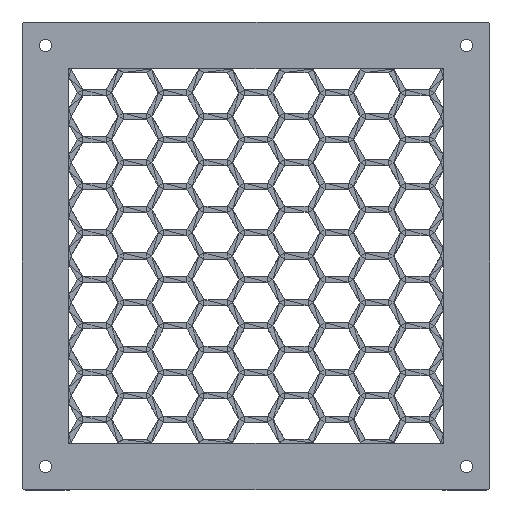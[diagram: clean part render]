
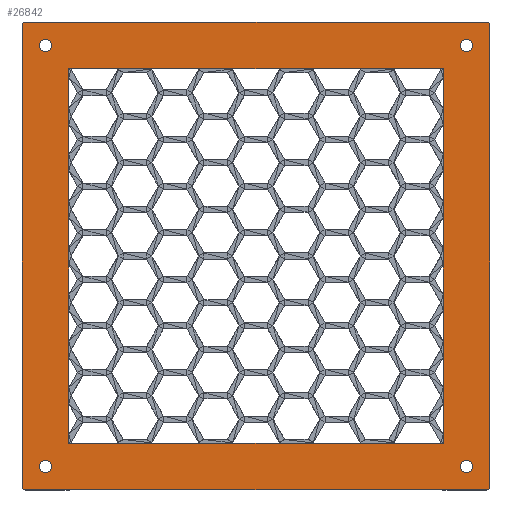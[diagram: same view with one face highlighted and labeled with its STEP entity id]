
A CAD part, top view. The second image highlights one B-rep face of the part: STEP entity #26842.
In plain terms, the highlighted planar face has unit normal (0, 0, 1).
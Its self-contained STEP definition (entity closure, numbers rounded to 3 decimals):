
#43=CIRCLE('',#28741,1.5);
#44=CIRCLE('',#28743,1.5);
#45=CIRCLE('',#28745,1.5);
#46=CIRCLE('',#28747,1.5);
#55=CIRCLE('',#28769,2.6);
#56=CIRCLE('',#28771,2.6);
#57=CIRCLE('',#28773,2.6);
#58=CIRCLE('',#28775,2.6);
#2631=LINE('',#47653,#5227);
#2654=LINE('',#48206,#5250);
#2660=LINE('',#48498,#5256);
#2665=LINE('',#49106,#5261);
#2672=LINE('',#49500,#5268);
#2674=LINE('',#49504,#5270);
#2676=LINE('',#49508,#5272);
#2678=LINE('',#49511,#5274);
#5227=VECTOR('',#35044,10.);
#5250=VECTOR('',#35091,10.);
#5256=VECTOR('',#35103,10.);
#5261=VECTOR('',#35118,10.);
#5268=VECTOR('',#35179,10.);
#5270=VECTOR('',#35183,10.);
#5272=VECTOR('',#35187,10.);
#5274=VECTOR('',#35191,10.);
#7132=PLANE('',#28776);
#7186=FACE_BOUND('',#11046,.T.);
#7187=FACE_BOUND('',#11047,.T.);
#7188=FACE_BOUND('',#11048,.T.);
#7189=FACE_BOUND('',#11049,.T.);
#7190=FACE_BOUND('',#11050,.T.);
#9092=FACE_OUTER_BOUND('',#11045,.T.);
#11045=EDGE_LOOP('',(#24901,#24902,#24903,#24904,#24905,#24906,#24907,#24908));
#11046=EDGE_LOOP('',(#24909));
#11047=EDGE_LOOP('',(#24910));
#11048=EDGE_LOOP('',(#24911));
#11049=EDGE_LOOP('',(#24912));
#11050=EDGE_LOOP('',(#24913,#24914,#24915,#24916));
#13757=VERTEX_POINT('',#47650);
#13758=VERTEX_POINT('',#47652);
#13794=VERTEX_POINT('',#48203);
#13795=VERTEX_POINT('',#48205);
#13800=VERTEX_POINT('',#48495);
#13801=VERTEX_POINT('',#48497);
#13805=VERTEX_POINT('',#49103);
#13806=VERTEX_POINT('',#49105);
#13815=VERTEX_POINT('',#49497);
#13816=VERTEX_POINT('',#49499);
#13817=VERTEX_POINT('',#49503);
#13818=VERTEX_POINT('',#49507);
#13819=VERTEX_POINT('',#49513);
#13820=VERTEX_POINT('',#49517);
#13821=VERTEX_POINT('',#49521);
#13822=VERTEX_POINT('',#49525);
#17421=EDGE_CURVE('',#13758,#13757,#2631,.T.);
#17463=EDGE_CURVE('',#13795,#13794,#2654,.T.);
#17474=EDGE_CURVE('',#13801,#13800,#2660,.T.);
#17485=EDGE_CURVE('',#13806,#13805,#2665,.T.);
#17489=EDGE_CURVE('',#13806,#13794,#43,.T.);
#17490=EDGE_CURVE('',#13758,#13805,#44,.T.);
#17491=EDGE_CURVE('',#13801,#13757,#45,.T.);
#17492=EDGE_CURVE('',#13795,#13800,#46,.T.);
#17506=EDGE_CURVE('',#13816,#13815,#2672,.T.);
#17508=EDGE_CURVE('',#13817,#13816,#2674,.T.);
#17510=EDGE_CURVE('',#13818,#13817,#2676,.T.);
#17512=EDGE_CURVE('',#13815,#13818,#2678,.T.);
#17513=EDGE_CURVE('',#13819,#13819,#55,.T.);
#17515=EDGE_CURVE('',#13820,#13820,#56,.T.);
#17517=EDGE_CURVE('',#13821,#13821,#57,.T.);
#17519=EDGE_CURVE('',#13822,#13822,#58,.T.);
#24901=ORIENTED_EDGE('',*,*,#17489,.F.);
#24902=ORIENTED_EDGE('',*,*,#17485,.T.);
#24903=ORIENTED_EDGE('',*,*,#17490,.F.);
#24904=ORIENTED_EDGE('',*,*,#17421,.T.);
#24905=ORIENTED_EDGE('',*,*,#17491,.F.);
#24906=ORIENTED_EDGE('',*,*,#17474,.T.);
#24907=ORIENTED_EDGE('',*,*,#17492,.F.);
#24908=ORIENTED_EDGE('',*,*,#17463,.T.);
#24909=ORIENTED_EDGE('',*,*,#17519,.T.);
#24910=ORIENTED_EDGE('',*,*,#17517,.T.);
#24911=ORIENTED_EDGE('',*,*,#17515,.T.);
#24912=ORIENTED_EDGE('',*,*,#17513,.T.);
#24913=ORIENTED_EDGE('',*,*,#17512,.T.);
#24914=ORIENTED_EDGE('',*,*,#17510,.T.);
#24915=ORIENTED_EDGE('',*,*,#17508,.T.);
#24916=ORIENTED_EDGE('',*,*,#17506,.T.);
#26842=ADVANCED_FACE('',(#9092,#7186,#7187,#7188,#7189,#7190),#7132,.T.);
#28741=AXIS2_PLACEMENT_3D('',#49461,#35126,#35127);
#28743=AXIS2_PLACEMENT_3D('',#49463,#35130,#35131);
#28745=AXIS2_PLACEMENT_3D('',#49465,#35134,#35135);
#28747=AXIS2_PLACEMENT_3D('',#49467,#35138,#35139);
#28769=AXIS2_PLACEMENT_3D('',#49514,#35194,#35195);
#28771=AXIS2_PLACEMENT_3D('',#49518,#35199,#35200);
#28773=AXIS2_PLACEMENT_3D('',#49522,#35204,#35205);
#28775=AXIS2_PLACEMENT_3D('',#49526,#35209,#35210);
#28776=AXIS2_PLACEMENT_3D('',#49528,#35212,#35213);
#35044=DIRECTION('',(1.,0.,0.));
#35091=DIRECTION('',(-1.,0.,0.));
#35103=DIRECTION('',(0.,1.,0.));
#35118=DIRECTION('',(0.,-1.,0.));
#35126=DIRECTION('center_axis',(0.,0.,-1.));
#35127=DIRECTION('ref_axis',(-0.707,0.707,0.));
#35130=DIRECTION('center_axis',(0.,0.,-1.));
#35131=DIRECTION('ref_axis',(-0.707,-0.707,0.));
#35134=DIRECTION('center_axis',(0.,0.,-1.));
#35135=DIRECTION('ref_axis',(0.707,-0.707,0.));
#35138=DIRECTION('center_axis',(0.,0.,-1.));
#35139=DIRECTION('ref_axis',(0.707,0.707,0.));
#35179=DIRECTION('',(0.,-1.,0.));
#35183=DIRECTION('',(1.,0.,0.));
#35187=DIRECTION('',(0.,1.,0.));
#35191=DIRECTION('',(-1.,0.,0.));
#35194=DIRECTION('center_axis',(0.,0.,-1.));
#35195=DIRECTION('ref_axis',(1.,0.,0.));
#35199=DIRECTION('center_axis',(0.,0.,-1.));
#35200=DIRECTION('ref_axis',(1.,0.,0.));
#35204=DIRECTION('center_axis',(0.,0.,-1.));
#35205=DIRECTION('ref_axis',(1.,0.,0.));
#35209=DIRECTION('center_axis',(0.,0.,-1.));
#35210=DIRECTION('ref_axis',(1.,0.,0.));
#35212=DIRECTION('center_axis',(0.,0.,1.));
#35213=DIRECTION('ref_axis',(1.,0.,0.));
#47650=CARTESIAN_POINT('',(198.5,-200.,6.));
#47652=CARTESIAN_POINT('',(1.5,-200.,6.));
#47653=CARTESIAN_POINT('',(20.,-200.,6.));
#48203=CARTESIAN_POINT('',(1.5,0.,6.));
#48205=CARTESIAN_POINT('',(198.5,0.,6.));
#48206=CARTESIAN_POINT('',(180.,0.,6.));
#48495=CARTESIAN_POINT('',(200.,-1.5,6.));
#48497=CARTESIAN_POINT('',(200.,-198.5,6.));
#48498=CARTESIAN_POINT('',(200.,-180.,6.));
#49103=CARTESIAN_POINT('',(0.,-198.5,6.));
#49105=CARTESIAN_POINT('',(0.,-1.5,6.));
#49106=CARTESIAN_POINT('',(0.,-20.,6.));
#49461=CARTESIAN_POINT('Origin',(1.5,-1.5,6.));
#49463=CARTESIAN_POINT('Origin',(1.5,-198.5,6.));
#49465=CARTESIAN_POINT('Origin',(198.5,-198.5,6.));
#49467=CARTESIAN_POINT('Origin',(198.5,-1.5,6.));
#49497=CARTESIAN_POINT('',(180.,-180.,6.));
#49499=CARTESIAN_POINT('',(180.,-20.,6.));
#49500=CARTESIAN_POINT('',(180.,-20.,6.));
#49503=CARTESIAN_POINT('',(20.,-20.,6.));
#49504=CARTESIAN_POINT('',(20.,-20.,6.));
#49507=CARTESIAN_POINT('',(20.,-180.,6.));
#49508=CARTESIAN_POINT('',(20.,-180.,6.));
#49511=CARTESIAN_POINT('',(180.,-180.,6.));
#49513=CARTESIAN_POINT('',(7.4,-10.,6.));
#49514=CARTESIAN_POINT('Origin',(10.,-10.,6.));
#49517=CARTESIAN_POINT('',(187.4,-10.,6.));
#49518=CARTESIAN_POINT('Origin',(190.,-10.,6.));
#49521=CARTESIAN_POINT('',(7.4,-190.,6.));
#49522=CARTESIAN_POINT('Origin',(10.,-190.,6.));
#49525=CARTESIAN_POINT('',(187.4,-190.,6.));
#49526=CARTESIAN_POINT('Origin',(190.,-190.,6.));
#49528=CARTESIAN_POINT('Origin',(100.,-100.,6.));
